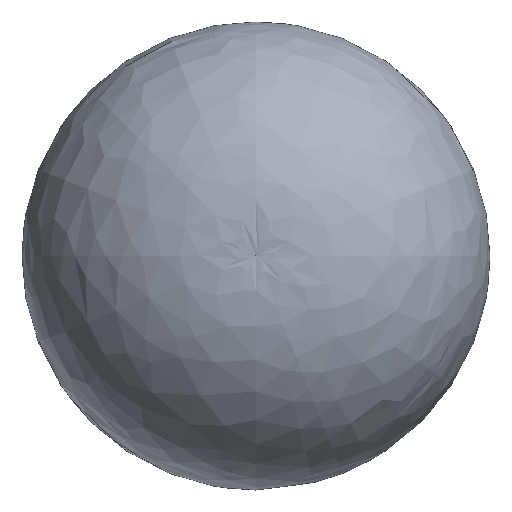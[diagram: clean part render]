
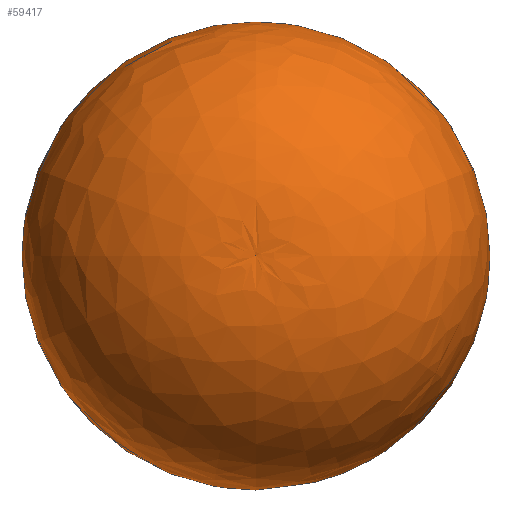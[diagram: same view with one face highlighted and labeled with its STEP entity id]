
A CAD part, top view. The second image highlights one B-rep face of the part: STEP entity #59417.
In plain terms, the highlighted free-form (B-spline) face has degree [2, 2] with [5, 9] control points.
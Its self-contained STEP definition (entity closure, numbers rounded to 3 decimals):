
#218=(
BOUNDED_SURFACE()
B_SPLINE_SURFACE(2,2,((#147260,#147261,#147262,#147263,#147264,#147265,
#147266,#147267,#147268),(#147269,#147270,#147271,#147272,#147273,#147274,
#147275,#147276,#147277),(#147278,#147279,#147280,#147281,#147282,#147283,
#147284,#147285,#147286),(#147287,#147288,#147289,#147290,#147291,#147292,
#147293,#147294,#147295),(#147296,#147297,#147298,#147299,#147300,#147301,
#147302,#147303,#147304)),.UNSPECIFIED.,.F.,.T.,.F.)
B_SPLINE_SURFACE_WITH_KNOTS((3,2,3),(3,2,2,2,3),(-1.702,-0.162,
1.379),(-3.142,-1.571,0.,1.571,
3.142),.UNSPECIFIED.)
GEOMETRIC_REPRESENTATION_ITEM()
RATIONAL_B_SPLINE_SURFACE(((1.,0.707,1.,0.707,1.,
0.707,1.,0.707,1.),(0.718,0.507,
0.718,0.507,0.718,0.507,
0.718,0.507,0.718),(1.,0.707,
1.,0.707,1.,0.707,1.,0.707,1.),(0.718,
0.507,0.718,0.507,0.718,
0.507,0.718,0.507,0.718),
(1.,0.707,1.,0.707,1.,0.707,1.,0.707,
1.)))
REPRESENTATION_ITEM('')
SURFACE()
);
#11341=FACE_OUTER_BOUND('',#15270,.T.);
#15270=EDGE_LOOP('',(#51208,#51209,#51210));
#18996=CIRCLE('',#66335,454.081);
#18997=CIRCLE('',#66336,1410.211);
#26114=VERTEX_POINT('',#147257);
#26115=VERTEX_POINT('',#147305);
#34480=EDGE_CURVE('',#26114,#26114,#18996,.T.);
#34481=EDGE_CURVE('',#26114,#26115,#18997,.T.);
#51208=ORIENTED_EDGE('',*,*,#34480,.F.);
#51209=ORIENTED_EDGE('',*,*,#34481,.T.);
#51210=ORIENTED_EDGE('',*,*,#34481,.F.);
#59417=ADVANCED_FACE('',(#11341),#218,.F.);
#66335=AXIS2_PLACEMENT_3D('',#147259,#81594,#81595);
#66336=AXIS2_PLACEMENT_3D('',#147306,#81596,#81597);
#81594=DIRECTION('center_axis',(-1.,0.,0.));
#81595=DIRECTION('ref_axis',(0.,0.,1.));
#81596=DIRECTION('center_axis',(0.,-1.,0.));
#81597=DIRECTION('ref_axis',(0.,0.,-1.));
#147257=CARTESIAN_POINT('',(-1384.302,185.,-454.081));
#147259=CARTESIAN_POINT('Origin',(-1384.302,185.,0.));
#147260=CARTESIAN_POINT('Ctrl Pts',(1398.024,185.,0.));
#147261=CARTESIAN_POINT('Ctrl Pts',(1398.024,185.,0.));
#147262=CARTESIAN_POINT('Ctrl Pts',(1398.024,185.,0.));
#147263=CARTESIAN_POINT('Ctrl Pts',(1398.024,185.,0.));
#147264=CARTESIAN_POINT('Ctrl Pts',(1398.024,185.,0.));
#147265=CARTESIAN_POINT('Ctrl Pts',(1398.024,185.,0.));
#147266=CARTESIAN_POINT('Ctrl Pts',(1398.024,185.,0.));
#147267=CARTESIAN_POINT('Ctrl Pts',(1398.024,185.,0.));
#147268=CARTESIAN_POINT('Ctrl Pts',(1398.024,185.,0.));
#147269=CARTESIAN_POINT('Ctrl Pts',(1577.518,185.,-1356.414));
#147270=CARTESIAN_POINT('Ctrl Pts',(1577.518,-1171.414,
-1356.414));
#147271=CARTESIAN_POINT('Ctrl Pts',(1577.518,-1171.414,
0.));
#147272=CARTESIAN_POINT('Ctrl Pts',(1577.518,-1171.414,
1356.414));
#147273=CARTESIAN_POINT('Ctrl Pts',(1577.518,185.,1356.414));
#147274=CARTESIAN_POINT('Ctrl Pts',(1577.518,1541.414,1356.414));
#147275=CARTESIAN_POINT('Ctrl Pts',(1577.518,1541.414,0.));
#147276=CARTESIAN_POINT('Ctrl Pts',(1577.518,1541.414,-1356.414));
#147277=CARTESIAN_POINT('Ctrl Pts',(1577.518,185.,-1356.414));
#147278=CARTESIAN_POINT('Ctrl Pts',(227.144,185.,-1576.798));
#147279=CARTESIAN_POINT('Ctrl Pts',(227.144,-1391.798,
-1576.798));
#147280=CARTESIAN_POINT('Ctrl Pts',(227.144,-1391.798,0.));
#147281=CARTESIAN_POINT('Ctrl Pts',(227.144,-1391.798,
1576.798));
#147282=CARTESIAN_POINT('Ctrl Pts',(227.144,185.,1576.798));
#147283=CARTESIAN_POINT('Ctrl Pts',(227.144,1761.798,1576.798));
#147284=CARTESIAN_POINT('Ctrl Pts',(227.144,1761.798,0.));
#147285=CARTESIAN_POINT('Ctrl Pts',(227.144,1761.798,-1576.798));
#147286=CARTESIAN_POINT('Ctrl Pts',(227.144,185.,-1576.798));
#147287=CARTESIAN_POINT('Ctrl Pts',(-1123.229,185.,-1797.181));
#147288=CARTESIAN_POINT('Ctrl Pts',(-1123.229,-1612.181,
-1797.181));
#147289=CARTESIAN_POINT('Ctrl Pts',(-1123.229,-1612.181,
0.));
#147290=CARTESIAN_POINT('Ctrl Pts',(-1123.229,-1612.181,
1797.181));
#147291=CARTESIAN_POINT('Ctrl Pts',(-1123.229,185.,1797.181));
#147292=CARTESIAN_POINT('Ctrl Pts',(-1123.229,1982.181,
1797.181));
#147293=CARTESIAN_POINT('Ctrl Pts',(-1123.229,1982.181,
0.));
#147294=CARTESIAN_POINT('Ctrl Pts',(-1123.229,1982.181,
-1797.181));
#147295=CARTESIAN_POINT('Ctrl Pts',(-1123.229,185.,-1797.181));
#147296=CARTESIAN_POINT('Ctrl Pts',(-1384.302,185.,-454.081));
#147297=CARTESIAN_POINT('Ctrl Pts',(-1384.302,-269.081,
-454.081));
#147298=CARTESIAN_POINT('Ctrl Pts',(-1384.302,-269.081,
0.));
#147299=CARTESIAN_POINT('Ctrl Pts',(-1384.302,-269.081,
454.081));
#147300=CARTESIAN_POINT('Ctrl Pts',(-1384.302,185.,454.081));
#147301=CARTESIAN_POINT('Ctrl Pts',(-1384.302,639.081,
454.081));
#147302=CARTESIAN_POINT('Ctrl Pts',(-1384.302,639.081,
0.));
#147303=CARTESIAN_POINT('Ctrl Pts',(-1384.302,639.081,
-454.081));
#147304=CARTESIAN_POINT('Ctrl Pts',(-1384.302,185.,-454.081));
#147305=CARTESIAN_POINT('',(1398.024,185.,0.));
#147306=CARTESIAN_POINT('Origin',(0.,185.,-185.));
